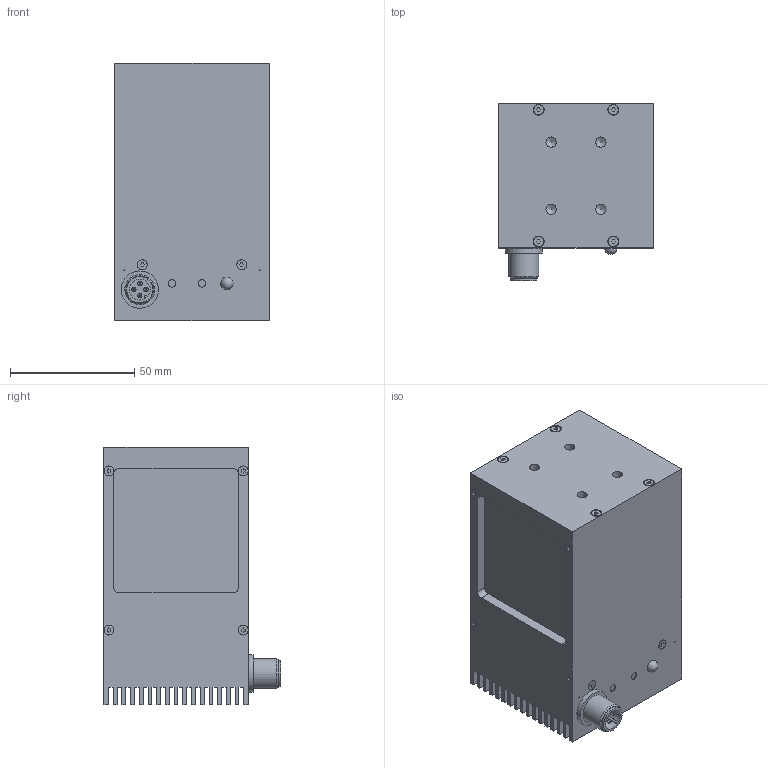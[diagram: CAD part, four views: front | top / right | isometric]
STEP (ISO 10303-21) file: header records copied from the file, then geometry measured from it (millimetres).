
FILE_DESCRIPTION(/* description */ ('DISO X xxx'),/* implementation_level */ '2;1');
FILE_NAME(/* name */ 'BEK-K50-50-GxTI-IBS.stp',/* time_stamp */ '2015-07-21T12:36:58+02:00',/* author */ ('lsa'),/* organization */ (''),/* preprocessor_version */ 'ST-DEVELOPER v15.6',/* originating_system */ 'Autodesk Inventor 2015',/* authorisation */ '');
FILE_SCHEMA (('AUTOMOTIVE_DESIGN { 1 0 10303 214 3 1 1 }'));
Length unit declared in the file: millimetre
Products named in the file (1): Bauteil68
Bounding box: 62.4 x 71.2 x 103.5 mm (x, y, z)
Volume: 200205.8 mm3; surface area: 68889.2 mm2
Topology: 1 solids, 11 shells, 506 faces, 1171 edges, 735 vertices
Faces by surface type: plane 388, cylinder 80, cone 37, sphere 1
Full cylindrical faces by diameter (mm): 0.7 x4, 1.567 x8, 1.7 x4, 1.8 x4, 2 x8, 2.5 x8, 3 x2, 4 x16, 4.134 x4, 7.85 x1, 8.5 x1, 8.8 x1, 9.45 x1, 9.5 x1, 9.9 x1, 10 x1, 10.5 x1, 12 x1, 15 x1
Entity records: 13754 total; most frequent: CARTESIAN_POINT 2227, DIRECTION 2218, ORIENTED_EDGE 2054, EDGE_CURVE 1025, LINE 846, VECTOR 846, VERTEX_POINT 695, AXIS2_PLACEMENT_3D 686
